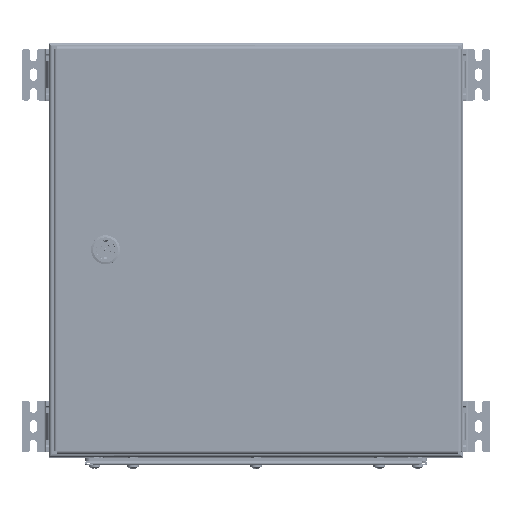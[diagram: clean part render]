
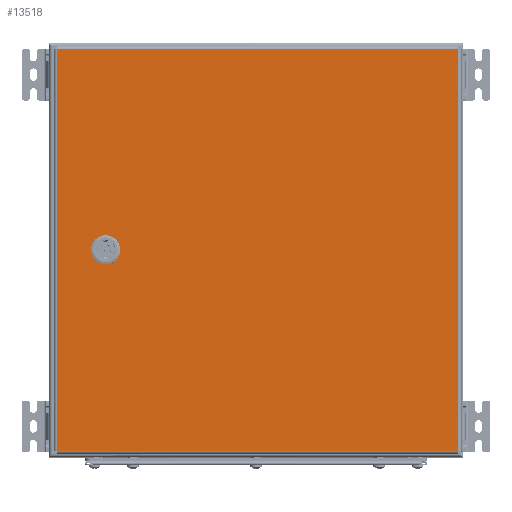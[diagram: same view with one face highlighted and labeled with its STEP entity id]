
A CAD part, top view. The second image highlights one B-rep face of the part: STEP entity #13518.
In plain terms, the highlighted planar face has unit normal (0, 0, 1).
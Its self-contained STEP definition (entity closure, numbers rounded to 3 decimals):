
#403 = CARTESIAN_POINT ( 'NONE',  ( 194., 194., 0. ) ) ;
#512 = VECTOR ( 'NONE', #5866, 1000. ) ;
#550 = ORIENTED_EDGE ( 'NONE', *, *, #1081, .T. ) ;
#636 = CARTESIAN_POINT ( 'NONE',  ( -157.25, 4.637, 0. ) ) ;
#1081 = EDGE_CURVE ( 'NONE', #72559, #56299, #35581, .T. ) ;
#2947 = DIRECTION ( 'NONE',  ( 0., 1., 0. ) ) ;
#3763 = ORIENTED_EDGE ( 'NONE', *, *, #56165, .F. ) ;
#4270 = CARTESIAN_POINT ( 'NONE',  ( -142.363, 10.25, 0. ) ) ;
#5002 = CARTESIAN_POINT ( 'NONE',  ( 0., 0., 0. ) ) ;
#5117 = CARTESIAN_POINT ( 'NONE',  ( -136.75, 0., 0. ) ) ;
#5553 = AXIS2_PLACEMENT_3D ( 'NONE', #39877, #55913, #17167 ) ;
#5866 = DIRECTION ( 'NONE',  ( 0., 1., 0. ) ) ;
#5928 = VERTEX_POINT ( 'NONE', #71540 ) ;
#7178 = CARTESIAN_POINT ( 'NONE',  ( 194., -194.793, 0. ) ) ;
#7304 = EDGE_CURVE ( 'NONE', #51615, #72559, #68661, .T. ) ;
#7870 = EDGE_CURVE ( 'NONE', #67529, #5928, #72540, .T. ) ;
#8922 = EDGE_CURVE ( 'NONE', #29805, #51615, #70415, .T. ) ;
#9981 = AXIS2_PLACEMENT_3D ( 'NONE', #5002, #69075, #57844 ) ;
#11692 = DIRECTION ( 'NONE',  ( 1., 0., 0. ) ) ;
#12047 = VECTOR ( 'NONE', #2947, 1000. ) ;
#12188 = CARTESIAN_POINT ( 'NONE',  ( -194., -194., 0. ) ) ;
#13518 = ADVANCED_FACE ( 'NONE', ( #40707, #15919 ), #50558, .F. ) ;
#13628 = VERTEX_POINT ( 'NONE', #70565 ) ;
#13926 = DIRECTION ( 'NONE',  ( 1., 0., 0. ) ) ;
#14269 = ORIENTED_EDGE ( 'NONE', *, *, #61223, .F. ) ;
#14551 = ORIENTED_EDGE ( 'NONE', *, *, #7870, .F. ) ;
#15919 = FACE_OUTER_BOUND ( 'NONE', #62715, .T. ) ;
#17167 = DIRECTION ( 'NONE',  ( 1., 0., 0. ) ) ;
#17446 = VECTOR ( 'NONE', #39217, 1000. ) ;
#18210 = VERTEX_POINT ( 'NONE', #62440 ) ;
#19411 = CARTESIAN_POINT ( 'NONE',  ( 0., 10.25, 0. ) ) ;
#19575 = ORIENTED_EDGE ( 'NONE', *, *, #54254, .T. ) ;
#22728 = CIRCLE ( 'NONE', #52488, 11.25 ) ;
#23429 = VECTOR ( 'NONE', #11692, 1000. ) ;
#23893 = CARTESIAN_POINT ( 'NONE',  ( -136.75, -4.637, 0. ) ) ;
#23948 = EDGE_CURVE ( 'NONE', #18210, #67529, #46741, .T. ) ;
#28420 = DIRECTION ( 'NONE',  ( 0., -1., 0. ) ) ;
#29805 = VERTEX_POINT ( 'NONE', #54852 ) ;
#32783 = EDGE_CURVE ( 'NONE', #5928, #66076, #34154, .T. ) ;
#34154 = CIRCLE ( 'NONE', #5553, 11.25 ) ;
#35099 = DIRECTION ( 'NONE',  ( 0., 0., 1. ) ) ;
#35460 = CARTESIAN_POINT ( 'NONE',  ( -147., 0., 0. ) ) ;
#35581 = LINE ( 'NONE', #7178, #58497 ) ;
#35602 = ORIENTED_EDGE ( 'NONE', *, *, #32783, .F. ) ;
#36310 = DIRECTION ( 'NONE',  ( 0., 1., 0. ) ) ;
#36484 = DIRECTION ( 'NONE',  ( -1., 0., 0. ) ) ;
#37656 = LINE ( 'NONE', #60386, #12047 ) ;
#38395 = CARTESIAN_POINT ( 'NONE',  ( 194., -194., 0. ) ) ;
#39217 = DIRECTION ( 'NONE',  ( 1., 0., 0. ) ) ;
#39877 = CARTESIAN_POINT ( 'NONE',  ( -147., 0., 0. ) ) ;
#40707 = FACE_BOUND ( 'NONE', #52657, .T. ) ;
#40862 = AXIS2_PLACEMENT_3D ( 'NONE', #45393, #68165, #44655 ) ;
#41168 = ORIENTED_EDGE ( 'NONE', *, *, #7304, .T. ) ;
#43184 = DIRECTION ( 'NONE',  ( 1., 0., 0. ) ) ;
#44655 = DIRECTION ( 'NONE',  ( 1., 0., 0. ) ) ;
#45393 = CARTESIAN_POINT ( 'NONE',  ( -147., 0., 0. ) ) ;
#46741 = CIRCLE ( 'NONE', #53881, 11.25 ) ;
#48196 = EDGE_CURVE ( 'NONE', #18210, #59426, #37656, .T. ) ;
#48285 = EDGE_CURVE ( 'NONE', #56299, #29805, #57710, .T. ) ;
#50332 = CARTESIAN_POINT ( 'NONE',  ( -136.75, 4.637, 0. ) ) ;
#50558 = PLANE ( 'NONE',  #9981 ) ;
#51615 = VERTEX_POINT ( 'NONE', #12188 ) ;
#52281 = VECTOR ( 'NONE', #43184, 1000. ) ;
#52488 = AXIS2_PLACEMENT_3D ( 'NONE', #60099, #53788, #13926 ) ;
#52657 = EDGE_LOOP ( 'NONE', ( #68878, #14269, #35602, #14551, #67046, #65874, #3763, #19575 ) ) ;
#53788 = DIRECTION ( 'NONE',  ( 0., 0., 1. ) ) ;
#53881 = AXIS2_PLACEMENT_3D ( 'NONE', #35460, #35099, #57787 ) ;
#54254 = EDGE_CURVE ( 'NONE', #13628, #59622, #71585, .T. ) ;
#54852 = CARTESIAN_POINT ( 'NONE',  ( -194., 194., 0. ) ) ;
#54936 = VECTOR ( 'NONE', #36484, 1000. ) ;
#55913 = DIRECTION ( 'NONE',  ( 0., 0., 1. ) ) ;
#56165 = EDGE_CURVE ( 'NONE', #13628, #59426, #22728, .T. ) ;
#56299 = VERTEX_POINT ( 'NONE', #403 ) ;
#56691 = CARTESIAN_POINT ( 'NONE',  ( -194.793, -194., 0. ) ) ;
#57112 = ORIENTED_EDGE ( 'NONE', *, *, #8922, .T. ) ;
#57710 = LINE ( 'NONE', #58831, #54936 ) ;
#57787 = DIRECTION ( 'NONE',  ( 1., 0., 0. ) ) ;
#57844 = DIRECTION ( 'NONE',  ( -1., 0., 0. ) ) ;
#58497 = VECTOR ( 'NONE', #36310, 1000. ) ;
#58831 = CARTESIAN_POINT ( 'NONE',  ( 194.793, 194., 0. ) ) ;
#59426 = VERTEX_POINT ( 'NONE', #636 ) ;
#59622 = VERTEX_POINT ( 'NONE', #4270 ) ;
#60099 = CARTESIAN_POINT ( 'NONE',  ( -147., 0., 0. ) ) ;
#60386 = CARTESIAN_POINT ( 'NONE',  ( -157.25, 0., 0. ) ) ;
#61223 = EDGE_CURVE ( 'NONE', #66076, #72648, #68922, .T. ) ;
#62440 = CARTESIAN_POINT ( 'NONE',  ( -157.25, -4.637, 0. ) ) ;
#62715 = EDGE_LOOP ( 'NONE', ( #41168, #550, #73400, #57112 ) ) ;
#63766 = EDGE_CURVE ( 'NONE', #72648, #59622, #73051, .T. ) ;
#65874 = ORIENTED_EDGE ( 'NONE', *, *, #48196, .T. ) ;
#66076 = VERTEX_POINT ( 'NONE', #23893 ) ;
#67046 = ORIENTED_EDGE ( 'NONE', *, *, #23948, .F. ) ;
#67529 = VERTEX_POINT ( 'NONE', #68123 ) ;
#67656 = CARTESIAN_POINT ( 'NONE',  ( 0., -10.25, 0. ) ) ;
#68123 = CARTESIAN_POINT ( 'NONE',  ( -151.637, -10.25, 0. ) ) ;
#68165 = DIRECTION ( 'NONE',  ( 0., 0., 1. ) ) ;
#68661 = LINE ( 'NONE', #56691, #17446 ) ;
#68782 = VECTOR ( 'NONE', #28420, 1000. ) ;
#68878 = ORIENTED_EDGE ( 'NONE', *, *, #63766, .F. ) ;
#68922 = LINE ( 'NONE', #5117, #512 ) ;
#69075 = DIRECTION ( 'NONE',  ( 0., 0., -1. ) ) ;
#70057 = CARTESIAN_POINT ( 'NONE',  ( -194., 194.793, 0. ) ) ;
#70415 = LINE ( 'NONE', #70057, #68782 ) ;
#70565 = CARTESIAN_POINT ( 'NONE',  ( -151.637, 10.25, 0. ) ) ;
#71540 = CARTESIAN_POINT ( 'NONE',  ( -142.363, -10.25, 0. ) ) ;
#71585 = LINE ( 'NONE', #19411, #52281 ) ;
#72540 = LINE ( 'NONE', #67656, #23429 ) ;
#72559 = VERTEX_POINT ( 'NONE', #38395 ) ;
#72648 = VERTEX_POINT ( 'NONE', #50332 ) ;
#73051 = CIRCLE ( 'NONE', #40862, 11.25 ) ;
#73400 = ORIENTED_EDGE ( 'NONE', *, *, #48285, .T. ) ;
